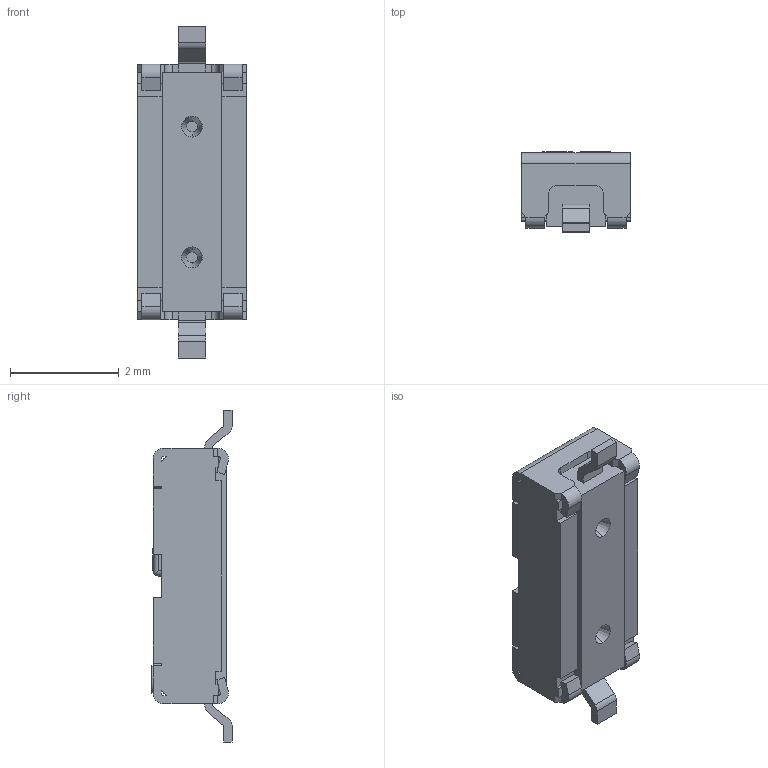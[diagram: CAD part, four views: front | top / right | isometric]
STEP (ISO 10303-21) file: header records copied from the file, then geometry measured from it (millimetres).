
FILE_DESCRIPTION (( 'STEP AP214' ), '1' );
FILE_NAME ('CVS-01TB.STEP', '2025-02-22T04:59:25', ( '' ), ( '' ), 'SwSTEP 2.0', 'SolidWorks 2024', '' );
FILE_SCHEMA (( 'AUTOMOTIVE_DESIGN' ));
Length unit declared in the file: millimetre
Products named in the file (4): CVS-B1-terminal; CVS-01TB; CVS-01-body; CVS-slider
Assembly tree (3 placements, depth 2):
  CVS-01TB
    CVS-01-body
    CVS-slider
    CVS-B1-terminal
Bounding box: 2 x 1.47 x 6.1 mm (x, y, z)
Volume: 11.3 mm3; surface area: 74.9 mm2
Topology: 3 solids, 3 shells, 260 faces, 721 edges, 470 vertices
Faces by surface type: plane 203, cylinder 53, cone 4
Entity records: 11224 total; most frequent: CARTESIAN_POINT 1541, ORIENTED_EDGE 1442, DIRECTION 1335, EDGE_CURVE 721, LINE 599, VECTOR 599, VERTEX_POINT 470, AXIS2_PLACEMENT_3D 368
